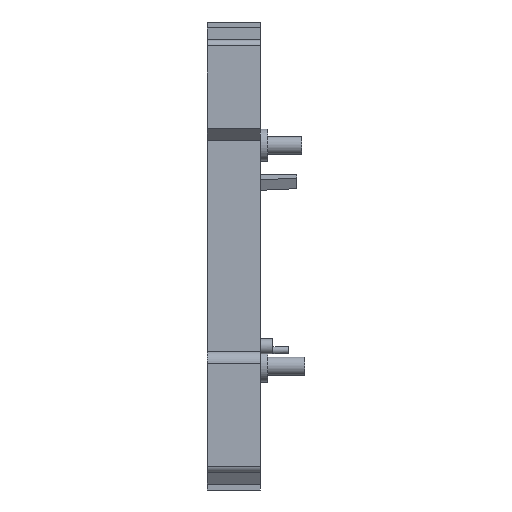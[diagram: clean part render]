
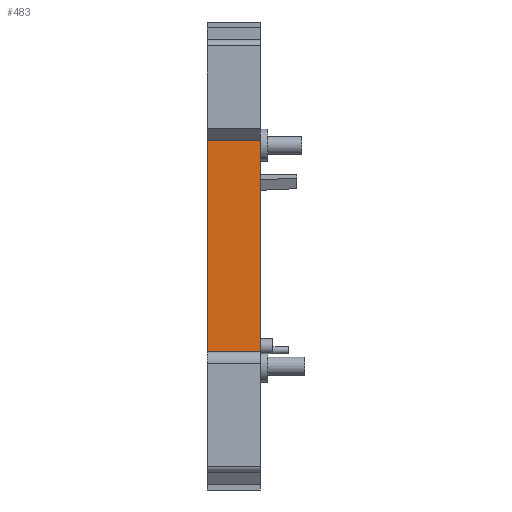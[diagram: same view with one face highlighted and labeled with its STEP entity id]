
A CAD part, front view. The second image highlights one B-rep face of the part: STEP entity #483.
In plain terms, the highlighted planar face has unit normal (0, -1, 0).
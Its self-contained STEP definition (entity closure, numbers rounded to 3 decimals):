
#337 = ORIENTED_EDGE ( 'NONE', *, *, #505, .T. ) ;
#425 = VECTOR ( 'NONE', #5622, 1000. ) ;
#461 = EDGE_CURVE ( 'NONE', #1442, #3219, #1766, .T. ) ;
#483 = ADVANCED_FACE ( 'NONE', ( #1857 ), #919, .F. ) ;
#505 = EDGE_CURVE ( 'NONE', #1442, #3151, #1012, .T. ) ;
#556 = DIRECTION ( 'NONE',  ( 0., 0., 1. ) ) ;
#919 = PLANE ( 'NONE',  #3649 ) ;
#1012 = LINE ( 'NONE', #4398, #1921 ) ;
#1074 = VECTOR ( 'NONE', #1150, 1000. ) ;
#1094 = ORIENTED_EDGE ( 'NONE', *, *, #5539, .T. ) ;
#1150 = DIRECTION ( 'NONE',  ( 1., 0., 0. ) ) ;
#1241 = CARTESIAN_POINT ( 'NONE',  ( -4.5, -68.3, 19.5 ) ) ;
#1334 = CARTESIAN_POINT ( 'NONE',  ( -4.5, -68.3, -17.5 ) ) ;
#1360 = DIRECTION ( 'NONE',  ( 1., 0., 0. ) ) ;
#1442 = VERTEX_POINT ( 'NONE', #1334 ) ;
#1484 = CARTESIAN_POINT ( 'NONE',  ( -4.5, -68.3, 19.5 ) ) ;
#1570 = EDGE_CURVE ( 'NONE', #3219, #2698, #5009, .T. ) ;
#1697 = EDGE_LOOP ( 'NONE', ( #1094, #4576, #5002, #337 ) ) ;
#1766 = LINE ( 'NONE', #1241, #4749 ) ;
#1857 = FACE_OUTER_BOUND ( 'NONE', #1697, .T. ) ;
#1921 = VECTOR ( 'NONE', #1360, 1000. ) ;
#2035 = CARTESIAN_POINT ( 'NONE',  ( 4.5, -68.3, -17.5 ) ) ;
#2559 = LINE ( 'NONE', #5540, #425 ) ;
#2698 = VERTEX_POINT ( 'NONE', #3529 ) ;
#3078 = DIRECTION ( 'NONE',  ( 0., 0., 1. ) ) ;
#3151 = VERTEX_POINT ( 'NONE', #2035 ) ;
#3219 = VERTEX_POINT ( 'NONE', #5680 ) ;
#3529 = CARTESIAN_POINT ( 'NONE',  ( 4.5, -68.3, 19.5 ) ) ;
#3594 = DIRECTION ( 'NONE',  ( 0., 1., 0. ) ) ;
#3649 = AXIS2_PLACEMENT_3D ( 'NONE', #4923, #3594, #556 ) ;
#4398 = CARTESIAN_POINT ( 'NONE',  ( -4.5, -68.3, -17.5 ) ) ;
#4576 = ORIENTED_EDGE ( 'NONE', *, *, #1570, .F. ) ;
#4749 = VECTOR ( 'NONE', #3078, 1000. ) ;
#4923 = CARTESIAN_POINT ( 'NONE',  ( -4.5, -68.3, 19.5 ) ) ;
#5002 = ORIENTED_EDGE ( 'NONE', *, *, #461, .F. ) ;
#5009 = LINE ( 'NONE', #1484, #1074 ) ;
#5539 = EDGE_CURVE ( 'NONE', #3151, #2698, #2559, .T. ) ;
#5540 = CARTESIAN_POINT ( 'NONE',  ( 4.5, -68.3, 19.5 ) ) ;
#5622 = DIRECTION ( 'NONE',  ( 0., 0., 1. ) ) ;
#5680 = CARTESIAN_POINT ( 'NONE',  ( -4.5, -68.3, 19.5 ) ) ;
